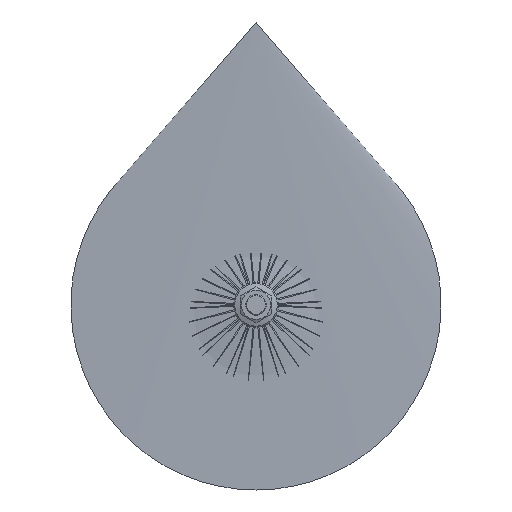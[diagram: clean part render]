
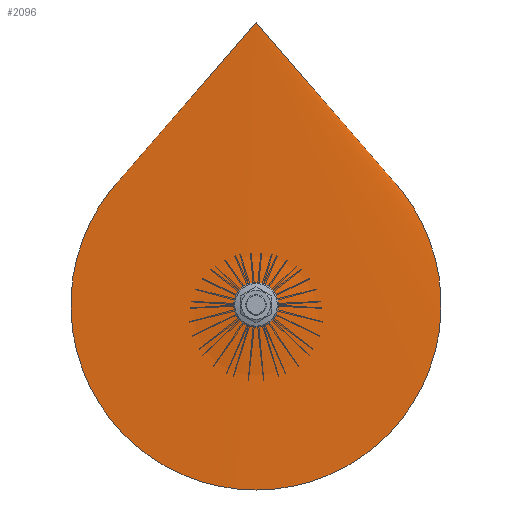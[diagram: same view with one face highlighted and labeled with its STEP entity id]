
A CAD part, left-side view. The second image highlights one B-rep face of the part: STEP entity #2096.
In plain terms, the highlighted toroidal (fillet/blend) face has major radius 68.367 mm and minor radius 521.583 mm.
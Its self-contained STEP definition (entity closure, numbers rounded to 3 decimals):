
#107 = TOROIDAL_SURFACE ( 'NONE', #363, -68.367, 521.583 ) ;
#118 = FACE_OUTER_BOUND ( 'NONE', #860, .T. ) ;
#363 = AXIS2_PLACEMENT_3D ( 'NONE', #854, #1240, #2123 ) ;
#752 = CIRCLE ( 'NONE', #1049, 5.113 ) ;
#854 = CARTESIAN_POINT ( 'NONE',  ( -461.583, 0., 0.8 ) ) ;
#860 = EDGE_LOOP ( 'NONE', ( #1433 ) ) ;
#988 = VERTEX_POINT ( 'NONE', #1360 ) ;
#1049 = AXIS2_PLACEMENT_3D ( 'NONE', #2246, #2245, #2242 ) ;
#1240 = DIRECTION ( 'NONE',  ( -1., 0., 0. ) ) ;
#1336 = EDGE_CURVE ( 'NONE', #988, #988, #752, .T. ) ;
#1360 = CARTESIAN_POINT ( 'NONE',  ( 54.798, 0., 5.913 ) ) ;
#1433 = ORIENTED_EDGE ( 'NONE', *, *, #1336, .F. ) ;
#2096 = ADVANCED_FACE ( 'NONE', ( #118 ), #107, .T. ) ;
#2123 = DIRECTION ( 'NONE',  ( 0., 0., 1. ) ) ;
#2242 = DIRECTION ( 'NONE',  ( 0., 0., 1. ) ) ;
#2245 = DIRECTION ( 'NONE',  ( -1., 0., 0. ) ) ;
#2246 = CARTESIAN_POINT ( 'NONE',  ( 54.798, 0., 0.8 ) ) ;
